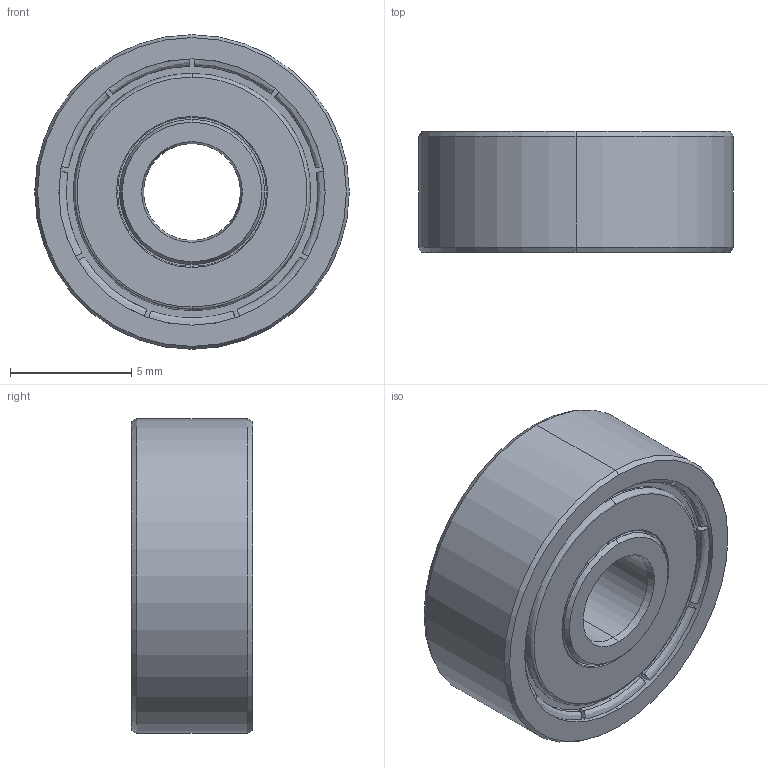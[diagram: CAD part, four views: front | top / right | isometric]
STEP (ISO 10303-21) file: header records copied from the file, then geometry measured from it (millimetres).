
FILE_DESCRIPTION (( 'STEP AP214' ), '1' );
FILE_NAME ('4x13 tai shaarig.STEP', '2024-12-01T07:34:18', ( '' ), ( '' ), 'SwSTEP 2.0', 'SolidWorks 2021', '' );
FILE_SCHEMA (( 'AUTOMOTIVE_DESIGN' ));
Length unit declared in the file: millimetre
Products named in the file (1): 4x13 tai shaarig
Bounding box: 13 x 5 x 13 mm (x, y, z)
Volume: 561.7 mm3; surface area: 589.3 mm2
Topology: 1 solids, 1 shells, 126 faces, 326 edges, 212 vertices
Faces by surface type: plane 48, cylinder 40, bspline 22, cone 12, torus 4
Entity records: 5994 total; most frequent: CARTESIAN_POINT 2193, ORIENTED_EDGE 652, DIRECTION 544, EDGE_CURVE 326, VERTEX_POINT 212, AXIS2_PLACEMENT_3D 201, VECTOR 142, LINE 142
